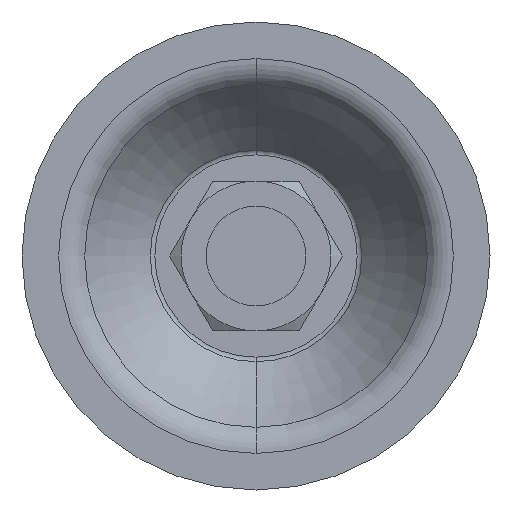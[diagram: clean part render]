
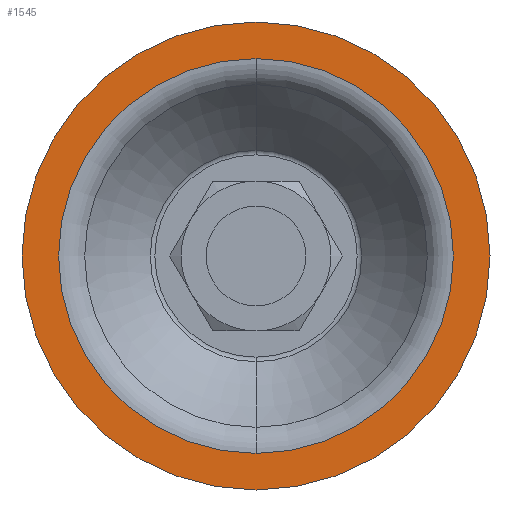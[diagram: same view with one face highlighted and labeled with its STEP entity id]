
A CAD part, front view. The second image highlights one B-rep face of the part: STEP entity #1545.
In plain terms, the highlighted planar face has unit normal (0, -1, 0).
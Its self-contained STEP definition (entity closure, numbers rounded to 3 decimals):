
#52 = AXIS2_PLACEMENT_3D ( 'NONE', #2162, #2142, #2148 ) ;
#74 = CIRCLE ( 'NONE', #514, 31.641 ) ;
#120 = EDGE_CURVE ( 'NONE', #1670, #2523, #74, .T. ) ;
#121 = ORIENTED_EDGE ( 'NONE', *, *, #341, .F. ) ;
#128 = CARTESIAN_POINT ( 'NONE',  ( 0., -18., 31.641 ) ) ;
#341 = EDGE_CURVE ( 'NONE', #742, #942, #2572, .T. ) ;
#514 = AXIS2_PLACEMENT_3D ( 'NONE', #2395, #2391, #2383 ) ;
#742 = VERTEX_POINT ( 'NONE', #1888 ) ;
#794 = DIRECTION ( 'NONE',  ( 0., 1., 0. ) ) ;
#795 = CARTESIAN_POINT ( 'NONE',  ( 0., -18., 0. ) ) ;
#842 = AXIS2_PLACEMENT_3D ( 'NONE', #1128, #1081, #1095 ) ;
#942 = VERTEX_POINT ( 'NONE', #1785 ) ;
#958 = AXIS2_PLACEMENT_3D ( 'NONE', #795, #794, #1598 ) ;
#1039 = AXIS2_PLACEMENT_3D ( 'NONE', #1522, #1457, #2340 ) ;
#1081 = DIRECTION ( 'NONE',  ( 0., 1., 0. ) ) ;
#1095 = DIRECTION ( 'NONE',  ( 0., 0., 1. ) ) ;
#1108 = EDGE_CURVE ( 'NONE', #2523, #1670, #1943, .T. ) ;
#1128 = CARTESIAN_POINT ( 'NONE',  ( 0., -18., 0. ) ) ;
#1178 = ORIENTED_EDGE ( 'NONE', *, *, #1376, .F. ) ;
#1376 = EDGE_CURVE ( 'NONE', #942, #742, #2039, .T. ) ;
#1457 = DIRECTION ( 'NONE',  ( 0., -1., 0. ) ) ;
#1479 = PLANE ( 'NONE',  #1039 ) ;
#1522 = CARTESIAN_POINT ( 'NONE',  ( -31.641, -18., 0. ) ) ;
#1545 = ADVANCED_FACE ( 'NONE', ( #2296, #1619 ), #1479, .T. ) ;
#1598 = DIRECTION ( 'NONE',  ( 0., 0., 1. ) ) ;
#1619 = FACE_OUTER_BOUND ( 'NONE', #2660, .T. ) ;
#1670 = VERTEX_POINT ( 'NONE', #128 ) ;
#1785 = CARTESIAN_POINT ( 'NONE',  ( 0., -18., 37.5 ) ) ;
#1888 = CARTESIAN_POINT ( 'NONE',  ( 0., -18., -37.5 ) ) ;
#1943 = CIRCLE ( 'NONE', #842, 31.641 ) ;
#2039 = CIRCLE ( 'NONE', #958, 37.5 ) ;
#2095 = EDGE_LOOP ( 'NONE', ( #2345, #2201 ) ) ;
#2142 = DIRECTION ( 'NONE',  ( 0., 1., 0. ) ) ;
#2148 = DIRECTION ( 'NONE',  ( 0., 0., 1. ) ) ;
#2162 = CARTESIAN_POINT ( 'NONE',  ( 0., -18., 0. ) ) ;
#2186 = CARTESIAN_POINT ( 'NONE',  ( 0., -18., -31.641 ) ) ;
#2201 = ORIENTED_EDGE ( 'NONE', *, *, #1108, .T. ) ;
#2296 = FACE_BOUND ( 'NONE', #2095, .T. ) ;
#2340 = DIRECTION ( 'NONE',  ( 0., 0., -1. ) ) ;
#2345 = ORIENTED_EDGE ( 'NONE', *, *, #120, .T. ) ;
#2383 = DIRECTION ( 'NONE',  ( 0., 0., 1. ) ) ;
#2391 = DIRECTION ( 'NONE',  ( 0., 1., 0. ) ) ;
#2395 = CARTESIAN_POINT ( 'NONE',  ( 0., -18., 0. ) ) ;
#2523 = VERTEX_POINT ( 'NONE', #2186 ) ;
#2572 = CIRCLE ( 'NONE', #52, 37.5 ) ;
#2660 = EDGE_LOOP ( 'NONE', ( #1178, #121 ) ) ;
